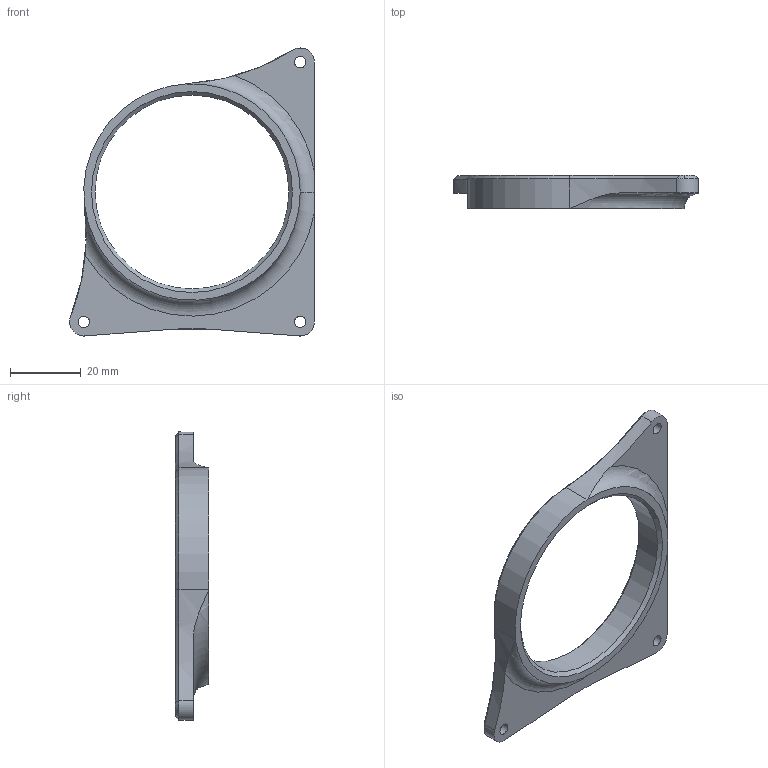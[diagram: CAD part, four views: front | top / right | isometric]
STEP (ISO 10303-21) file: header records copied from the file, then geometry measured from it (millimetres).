
FILE_DESCRIPTION(('HOOPS Exchange Step'),'2;1');
FILE_NAME('CPAP Front Motor Mount (TPU).stp','2026-02-08T21:01:04+19:00',('RED'),('Unknown organisation'),'HOOPS Exchange 2025.8','HOOPS Exchange','Unknown authorisation');
FILE_SCHEMA( ('AP203_CONFIGURATION_CONTROLLED_3D_DESIGN_OF_MECHANICAL_PARTS_AND_ASSEMBLIES_MIM_LF') );
Length unit declared in the file: millimetre
Products named in the file (2): 0; root
Assembly tree (1 placements, depth 2):
  root
    0
Bounding box: 69.22 x 9.37 x 81.47 mm (x, y, z)
Volume: 13749.4 mm3; surface area: 7735 mm2
Topology: 1 solids, 1 shells, 34 faces, 96 edges, 64 vertices
Faces by surface type: cylinder 12, plane 10, cone 10, torus 2
Full cylindrical faces by diameter (mm): 3.2 x3, 54.832 x1
Entity records: 1335 total; most frequent: CARTESIAN_POINT 362, DIRECTION 208, ORIENTED_EDGE 192, EDGE_CURVE 96, AXIS2_PLACEMENT_3D 86, VERTEX_POINT 64, CIRCLE 46, EDGE_LOOP 42
